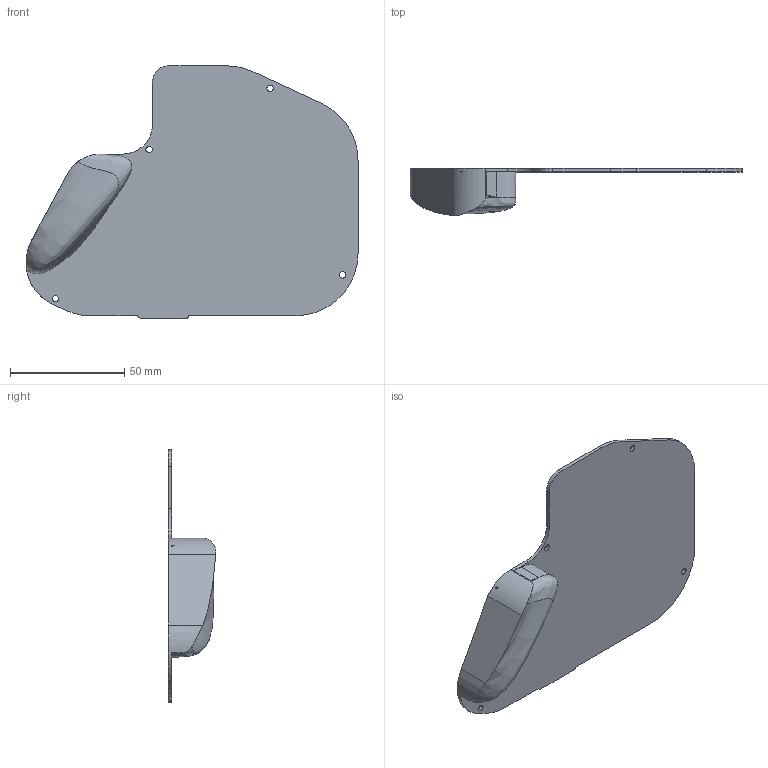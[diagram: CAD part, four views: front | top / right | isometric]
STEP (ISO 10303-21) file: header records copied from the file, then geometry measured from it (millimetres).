
FILE_DESCRIPTION(/* description */ (''),/* implementation_level */ '2;1');
FILE_NAME(/* name */ 'backplate.step',/* time_stamp */ '2023-10-05T09:38:01-04:00',/* author */ (''),/* organization */ (''),/* preprocessor_version */ 'ST-DEVELOPER v20',/* originating_system */ 'Autodesk Translation Framework v12.14.0.127',/* authorisation */ '');
FILE_SCHEMA (('AUTOMOTIVE_DESIGN { 1 0 10303 214 3 1 1 }'));
Length unit declared in the file: millimetre
Products named in the file (2): Tadpole Case Small Buttons; Case
Assembly tree (1 placements, depth 2):
  Tadpole Case Small Buttons
    Case
Bounding box: 145.34 x 20.86 x 110.5 mm (x, y, z)
Volume: 38700.5 mm3; surface area: 27605 mm2
Topology: 1 solids, 1 shells, 45 faces, 127 edges, 81 vertices
Faces by surface type: plane 19, cylinder 15, bspline 11
Full cylindrical faces by diameter (mm): 2.8 x4
Entity records: 3028 total; most frequent: CARTESIAN_POINT 1888, ORIENTED_EDGE 246, DIRECTION 190, EDGE_CURVE 123, VERTEX_POINT 81, AXIS2_PLACEMENT_3D 67, LINE 56, VECTOR 56
